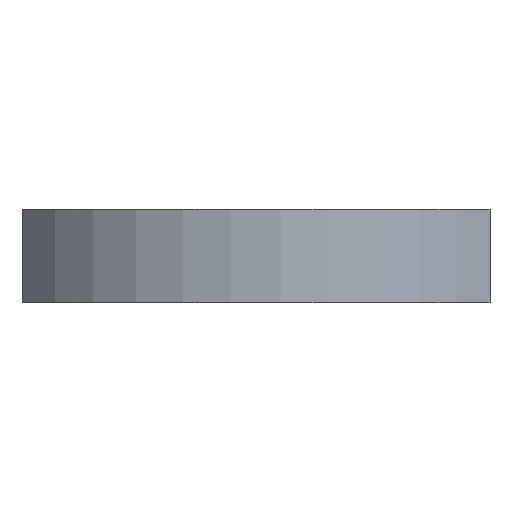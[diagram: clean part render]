
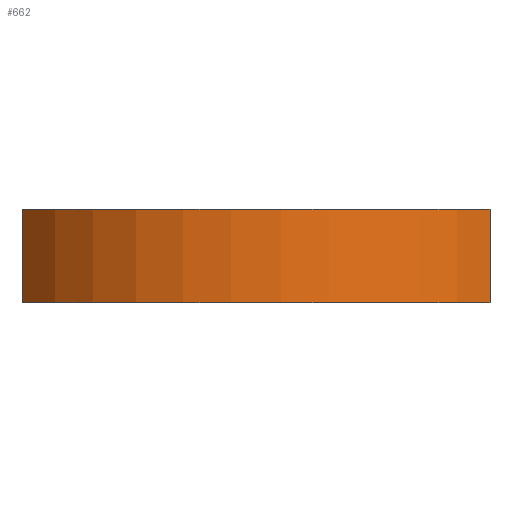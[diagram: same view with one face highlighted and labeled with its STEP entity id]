
A CAD part, front view. The second image highlights one B-rep face of the part: STEP entity #662.
In plain terms, the highlighted cylindrical face has radius 37.5 mm (diameter 75 mm), a partial arc.
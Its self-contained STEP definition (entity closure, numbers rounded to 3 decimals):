
#83=FACE_OUTER_BOUND('',#133,.T.);
#133=EDGE_LOOP('',(#606,#607,#608,#609));
#188=LINE('',#1128,#244);
#189=LINE('',#1130,#245);
#244=VECTOR('',#939,10.);
#245=VECTOR('',#942,10.);
#250=CIRCLE('',#685,37.5);
#262=CIRCLE('',#706,37.5);
#295=VERTEX_POINT('',#982);
#296=VERTEX_POINT('',#984);
#320=VERTEX_POINT('',#1050);
#321=VERTEX_POINT('',#1052);
#358=EDGE_CURVE('',#296,#295,#250,.T.);
#392=EDGE_CURVE('',#320,#321,#262,.T.);
#428=EDGE_CURVE('',#296,#320,#188,.T.);
#429=EDGE_CURVE('',#295,#321,#189,.T.);
#606=ORIENTED_EDGE('',*,*,#358,.T.);
#607=ORIENTED_EDGE('',*,*,#429,.T.);
#608=ORIENTED_EDGE('',*,*,#392,.F.);
#609=ORIENTED_EDGE('',*,*,#428,.F.);
#626=CYLINDRICAL_SURFACE('',#746,37.5);
#662=ADVANCED_FACE('',(#83),#626,.T.);
#685=AXIS2_PLACEMENT_3D('',#985,#779,#780);
#706=AXIS2_PLACEMENT_3D('',#1053,#843,#844);
#746=AXIS2_PLACEMENT_3D('',#1131,#943,#944);
#779=DIRECTION('center_axis',(0.,0.,1.));
#780=DIRECTION('ref_axis',(-0.8,-0.6,0.));
#843=DIRECTION('center_axis',(0.,0.,1.));
#844=DIRECTION('ref_axis',(-0.8,-0.6,0.));
#939=DIRECTION('',(0.,0.,1.));
#942=DIRECTION('',(0.,0.,1.));
#943=DIRECTION('center_axis',(0.,0.,1.));
#944=DIRECTION('ref_axis',(-0.8,-0.6,0.));
#982=CARTESIAN_POINT('',(60.,15.,0.));
#984=CARTESIAN_POINT('',(0.,15.,0.));
#985=CARTESIAN_POINT('Origin',(30.,37.5,0.));
#1050=CARTESIAN_POINT('',(0.,15.,12.));
#1052=CARTESIAN_POINT('',(60.,15.,12.));
#1053=CARTESIAN_POINT('Origin',(30.,37.5,12.));
#1128=CARTESIAN_POINT('',(0.,15.,0.));
#1130=CARTESIAN_POINT('',(60.,15.,0.));
#1131=CARTESIAN_POINT('Origin',(30.,37.5,0.));
